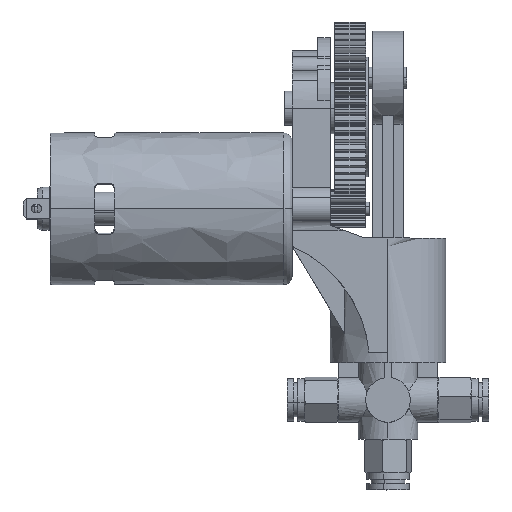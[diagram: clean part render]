
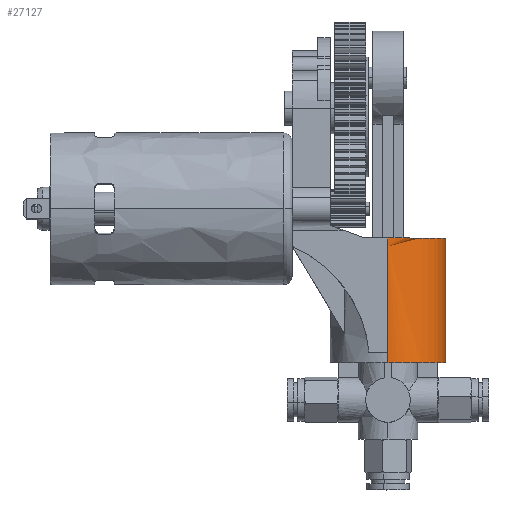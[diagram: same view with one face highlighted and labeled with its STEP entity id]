
A CAD part, top view. The second image highlights one B-rep face of the part: STEP entity #27127.
In plain terms, the highlighted free-form (B-spline) face has degree [2, 1] with [5, 2] control points.
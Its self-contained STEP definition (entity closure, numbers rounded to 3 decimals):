
#26350 = VERTEX_POINT('',#26351);
#26351 = CARTESIAN_POINT('',(-468.334,18.381,
    245.912));
#26356 = EDGE_CURVE('',#26350,#26357,#26359,.T.);
#26357 = VERTEX_POINT('',#26358);
#26358 = CARTESIAN_POINT('',(-468.334,15.4,
    245.912));
#26359 = B_SPLINE_CURVE_WITH_KNOTS('',1,(#26360,#26361),.UNSPECIFIED.,
  .F.,.F.,(2,2),(0.,2.),.PIECEWISE_BEZIER_KNOTS.);
#26360 = CARTESIAN_POINT('',(-468.334,18.381,
    245.912));
#26361 = CARTESIAN_POINT('',(-468.334,15.4,
    245.912));
#26661 = EDGE_CURVE('',#26662,#26357,#26664,.T.);
#26662 = VERTEX_POINT('',#26663);
#26663 = CARTESIAN_POINT('',(-468.334,-25.442,
    245.912));
#26664 = B_SPLINE_CURVE_WITH_KNOTS('',1,(#26665,#26666),.UNSPECIFIED.,
  .F.,.F.,(2,2),(0.,27.4),.PIECEWISE_BEZIER_KNOTS.);
#26665 = CARTESIAN_POINT('',(-468.334,-25.442,
    245.912));
#26666 = CARTESIAN_POINT('',(-468.334,15.4,
    245.912));
#26669 = VERTEX_POINT('',#26670);
#26670 = CARTESIAN_POINT('',(-468.334,-25.442,
    286.456));
#26678 = EDGE_CURVE('',#26669,#26679,#26681,.T.);
#26679 = VERTEX_POINT('',#26680);
#26680 = CARTESIAN_POINT('',(-468.334,15.4,
    286.456));
#26681 = B_SPLINE_CURVE_WITH_KNOTS('',1,(#26682,#26683),.UNSPECIFIED.,
  .F.,.F.,(2,2),(0.,27.4),.PIECEWISE_BEZIER_KNOTS.);
#26682 = CARTESIAN_POINT('',(-468.334,-25.442,
    286.456));
#26683 = CARTESIAN_POINT('',(-468.334,15.4,
    286.456));
#26903 = EDGE_CURVE('',#26904,#26679,#26906,.T.);
#26904 = VERTEX_POINT('',#26905);
#26905 = CARTESIAN_POINT('',(-468.334,18.381,
    286.456));
#26906 = B_SPLINE_CURVE_WITH_KNOTS('',1,(#26907,#26908),.UNSPECIFIED.,
  .F.,.F.,(2,2),(0.,2.),.PIECEWISE_BEZIER_KNOTS.);
#26907 = CARTESIAN_POINT('',(-468.334,18.381,
    286.456));
#26908 = CARTESIAN_POINT('',(-468.334,15.4,
    286.456));
#27061 = EDGE_CURVE('',#26350,#26904,#27062,.T.);
#27062 = ( BOUNDED_CURVE() B_SPLINE_CURVE(2,(#27063,#27064,#27065,#27066
,#27067),.UNSPECIFIED.,.F.,.F.) B_SPLINE_CURVE_WITH_KNOTS((3,2,3),(0.,
1.571,3.142),.PIECEWISE_BEZIER_KNOTS.) CURVE() 
GEOMETRIC_REPRESENTATION_ITEM() RATIONAL_B_SPLINE_CURVE((1.,
0.707,1.,0.707,1.)) REPRESENTATION_ITEM('') );
#27063 = CARTESIAN_POINT('',(-468.334,18.381,
    245.912));
#27064 = CARTESIAN_POINT('',(-448.062,18.381,
    245.912));
#27065 = CARTESIAN_POINT('',(-448.062,18.381,
    266.184));
#27066 = CARTESIAN_POINT('',(-448.062,18.381,
    286.456));
#27067 = CARTESIAN_POINT('',(-468.334,18.381,
    286.456));
#27127 = ADVANCED_FACE('',(#27128),#27143,.T.);
#27128 = FACE_BOUND('',#27129,.T.);
#27129 = EDGE_LOOP('',(#27130,#27131,#27132,#27133,#27134,#27135));
#27130 = ORIENTED_EDGE('',*,*,#26661,.T.);
#27131 = ORIENTED_EDGE('',*,*,#26356,.F.);
#27132 = ORIENTED_EDGE('',*,*,#27061,.T.);
#27133 = ORIENTED_EDGE('',*,*,#26903,.T.);
#27134 = ORIENTED_EDGE('',*,*,#26678,.F.);
#27135 = ORIENTED_EDGE('',*,*,#27136,.F.);
#27136 = EDGE_CURVE('',#26662,#26669,#27137,.T.);
#27137 = ( BOUNDED_CURVE() B_SPLINE_CURVE(2,(#27138,#27139,#27140,#27141
,#27142),.UNSPECIFIED.,.F.,.F.) B_SPLINE_CURVE_WITH_KNOTS((3,2,3),(0.,
1.571,3.142),.PIECEWISE_BEZIER_KNOTS.) CURVE() 
GEOMETRIC_REPRESENTATION_ITEM() RATIONAL_B_SPLINE_CURVE((1.,
0.707,1.,0.707,1.)) REPRESENTATION_ITEM('') );
#27138 = CARTESIAN_POINT('',(-468.334,-25.442,
    245.912));
#27139 = CARTESIAN_POINT('',(-448.062,-25.442,
    245.912));
#27140 = CARTESIAN_POINT('',(-448.062,-25.442,
    266.184));
#27141 = CARTESIAN_POINT('',(-448.062,-25.442,
    286.456));
#27142 = CARTESIAN_POINT('',(-468.334,-25.442,
    286.456));
#27143 = ( BOUNDED_SURFACE() B_SPLINE_SURFACE(2,1,(
    (#27144,#27145)
    ,(#27146,#27147)
    ,(#27148,#27149)
    ,(#27150,#27151)
    ,(#27152,#27153
)),.UNSPECIFIED.,.F.,.F.,.F.) B_SPLINE_SURFACE_WITH_KNOTS((3,2,3),(2,2),
  (-1.571,0.,1.571),(0.,29.4),
.UNSPECIFIED.) GEOMETRIC_REPRESENTATION_ITEM() RATIONAL_B_SPLINE_SURFACE
((
    (1.,1.)
    ,(0.707,0.707)
    ,(1.,1.)
    ,(0.707,0.707)
,(1.,1.))) REPRESENTATION_ITEM('') SURFACE() );
#27144 = CARTESIAN_POINT('',(-468.334,18.381,
    245.912));
#27145 = CARTESIAN_POINT('',(-468.334,-25.442,
    245.912));
#27146 = CARTESIAN_POINT('',(-448.062,18.381,
    245.912));
#27147 = CARTESIAN_POINT('',(-448.062,-25.442,
    245.912));
#27148 = CARTESIAN_POINT('',(-448.062,18.381,
    266.184));
#27149 = CARTESIAN_POINT('',(-448.062,-25.442,
    266.184));
#27150 = CARTESIAN_POINT('',(-448.062,18.381,
    286.456));
#27151 = CARTESIAN_POINT('',(-448.062,-25.442,
    286.456));
#27152 = CARTESIAN_POINT('',(-468.334,18.381,
    286.456));
#27153 = CARTESIAN_POINT('',(-468.334,-25.442,
    286.456));
